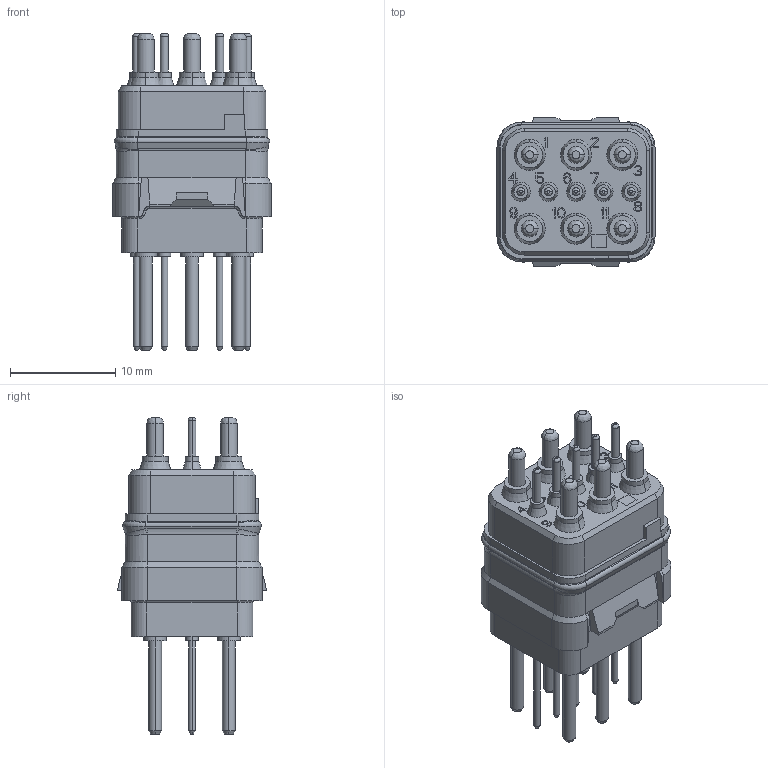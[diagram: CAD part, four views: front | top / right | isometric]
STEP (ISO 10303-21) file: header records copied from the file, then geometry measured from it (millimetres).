
FILE_DESCRIPTION((''),'2;1');
FILE_NAME('SIME9901PNG','2019-12-16T',('presta_be4'),(''),'CREO PARAMETRIC BY PTC INC, 2018360','CREO PARAMETRIC BY PTC INC, 2018360','');
FILE_SCHEMA(('CONFIG_CONTROL_DESIGN'));
Length unit declared in the file: millimetre
Products named in the file (1): SIME9901PNG
Bounding box: 15 x 14.1 x 30.11 mm (x, y, z)
Volume: 2893.2 mm3; surface area: 1743.8 mm2
Topology: 1 solids, 1 shells, 1287 faces, 3392 edges, 2190 vertices
Faces by surface type: plane 985, cylinder 160, cone 78, bspline 48, torus 16
Entity records: 41013 total; most frequent: CARTESIAN_POINT 9127, ORIENTED_EDGE 6784, DIRECTION 6245, EDGE_CURVE 3392, VECTOR 2897, LINE 2897, VERTEX_POINT 2190, AXIS2_PLACEMENT_3D 1674
